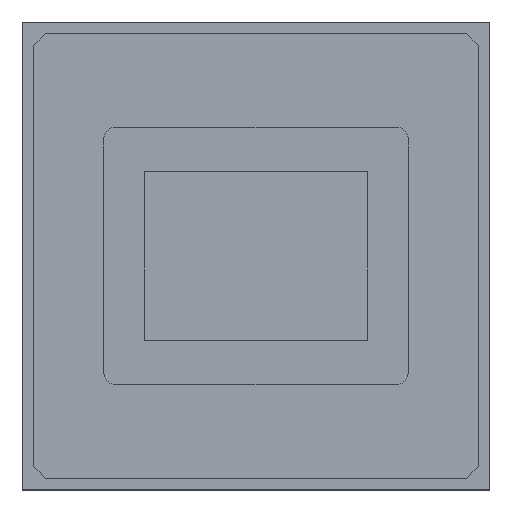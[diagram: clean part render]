
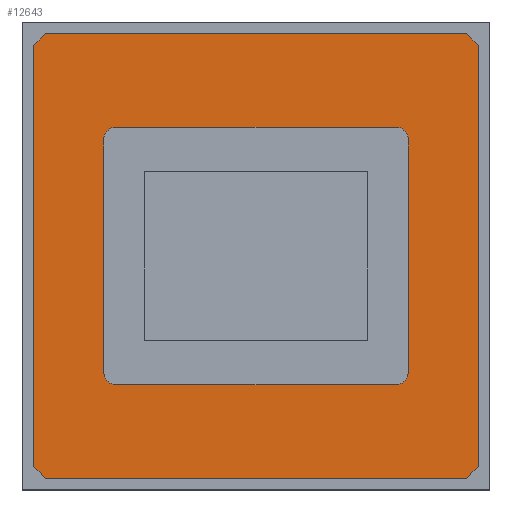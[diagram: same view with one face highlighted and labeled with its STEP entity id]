
A CAD part, top view. The second image highlights one B-rep face of the part: STEP entity #12643.
In plain terms, the highlighted planar face has unit normal (0, 0, 1).
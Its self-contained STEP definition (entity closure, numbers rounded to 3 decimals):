
#12087=CARTESIAN_POINT('',(18.0,19.0,2.7));
#12088=VERTEX_POINT('',#12087);
#12089=CARTESIAN_POINT('',(19.0,18.0,2.7));
#12090=VERTEX_POINT('',#12089);
#12091=CARTESIAN_POINT('',(18.0,19.0,2.7));
#12092=DIRECTION('',(0.707,-0.707,0.0));
#12093=VECTOR('',#12092,1.414);
#12094=LINE('',#12091,#12093);
#12095=EDGE_CURVE('',#12088,#12090,#12094,.T.);
#12136=CARTESIAN_POINT('',(-18.0,19.0,2.7));
#12137=VERTEX_POINT('',#12136);
#12144=CARTESIAN_POINT('',(-18.0,19.0,2.7));
#12145=DIRECTION('',(1.0,0.0,0.0));
#12146=VECTOR('',#12145,36.0);
#12147=LINE('',#12144,#12146);
#12148=EDGE_CURVE('',#12137,#12088,#12147,.T.);
#12214=CARTESIAN_POINT('',(19.0,-18.0,2.7));
#12215=VERTEX_POINT('',#12214);
#12216=CARTESIAN_POINT('',(18.0,-19.0,2.7));
#12217=VERTEX_POINT('',#12216);
#12218=CARTESIAN_POINT('',(19.0,-18.0,2.7));
#12219=DIRECTION('',(-0.707,-0.707,0.0));
#12220=VECTOR('',#12219,1.414);
#12221=LINE('',#12218,#12220);
#12222=EDGE_CURVE('',#12215,#12217,#12221,.T.);
#12246=CARTESIAN_POINT('',(-18.0,-19.,2.7));
#12247=VERTEX_POINT('',#12246);
#12248=CARTESIAN_POINT('',(18.0,-19.0,2.7));
#12249=DIRECTION('',(-1.0,0.0,0.0));
#12250=VECTOR('',#12249,36.0);
#12251=LINE('',#12248,#12250);
#12252=EDGE_CURVE('',#12217,#12247,#12251,.T.);
#12269=CARTESIAN_POINT('',(-19.0,-18.,2.7));
#12270=VERTEX_POINT('',#12269);
#12271=CARTESIAN_POINT('',(-18.,-19.,2.7));
#12272=DIRECTION('',(-0.707,0.707,0.0));
#12273=VECTOR('',#12272,1.414);
#12274=LINE('',#12271,#12273);
#12275=EDGE_CURVE('',#12247,#12270,#12274,.T.);
#12293=CARTESIAN_POINT('',(-19.0,18.,2.7));
#12294=VERTEX_POINT('',#12293);
#12295=CARTESIAN_POINT('',(-19.,18.,2.7));
#12296=DIRECTION('',(0.707,0.707,0.0));
#12297=VECTOR('',#12296,1.414);
#12298=LINE('',#12295,#12297);
#12299=EDGE_CURVE('',#12294,#12137,#12298,.T.);
#12328=CARTESIAN_POINT('',(13.0,10.0,2.7));
#12329=VERTEX_POINT('',#12328);
#12336=CARTESIAN_POINT('',(12.0,11.0,2.7));
#12337=VERTEX_POINT('',#12336);
#12338=CARTESIAN_POINT('',(12.0,10.0,2.7));
#12339=DIRECTION('',(0.0,0.0,1.0));
#12340=DIRECTION('',(0.707,0.707,0.0));
#12341=AXIS2_PLACEMENT_3D('',#12338,#12339,#12340);
#12342=CIRCLE('',#12341,1.0);
#12343=EDGE_CURVE('',#12329,#12337,#12342,.T.);
#12368=CARTESIAN_POINT('',(13.0,-10.0,2.7));
#12369=VERTEX_POINT('',#12368);
#12376=CARTESIAN_POINT('',(13.0,10.0,2.7));
#12377=DIRECTION('',(0.0,-1.0,0.0));
#12378=VECTOR('',#12377,20.0);
#12379=LINE('',#12376,#12378);
#12380=EDGE_CURVE('',#12329,#12369,#12379,.T.);
#12399=CARTESIAN_POINT('',(12.0,-11.0,2.7));
#12400=VERTEX_POINT('',#12399);
#12407=CARTESIAN_POINT('',(12.0,-10.0,2.7));
#12408=DIRECTION('',(0.0,0.0,1.0));
#12409=DIRECTION('',(0.707,-0.707,0.0));
#12410=AXIS2_PLACEMENT_3D('',#12407,#12408,#12409);
#12411=CIRCLE('',#12410,1.0);
#12412=EDGE_CURVE('',#12400,#12369,#12411,.T.);
#12432=CARTESIAN_POINT('',(-12.0,-11.0,2.7));
#12433=VERTEX_POINT('',#12432);
#12440=CARTESIAN_POINT('',(12.0,-11.0,2.7));
#12441=DIRECTION('',(-1.0,0.0,0.0));
#12442=VECTOR('',#12441,24.0);
#12443=LINE('',#12440,#12442);
#12444=EDGE_CURVE('',#12400,#12433,#12443,.T.);
#12463=CARTESIAN_POINT('',(-13.0,-10.0,2.7));
#12464=VERTEX_POINT('',#12463);
#12471=CARTESIAN_POINT('',(-12.0,-10.0,2.7));
#12472=DIRECTION('',(0.0,0.0,1.0));
#12473=DIRECTION('',(-0.707,-0.707,0.0));
#12474=AXIS2_PLACEMENT_3D('',#12471,#12472,#12473);
#12475=CIRCLE('',#12474,1.0);
#12476=EDGE_CURVE('',#12464,#12433,#12475,.T.);
#12496=CARTESIAN_POINT('',(-13.0,10.0,2.7));
#12497=VERTEX_POINT('',#12496);
#12504=CARTESIAN_POINT('',(-13.0,-10.0,2.7));
#12505=DIRECTION('',(0.0,1.0,0.0));
#12506=VECTOR('',#12505,20.0);
#12507=LINE('',#12504,#12506);
#12508=EDGE_CURVE('',#12464,#12497,#12507,.T.);
#12527=CARTESIAN_POINT('',(-12.0,11.0,2.7));
#12528=VERTEX_POINT('',#12527);
#12535=CARTESIAN_POINT('',(-12.0,10.0,2.7));
#12536=DIRECTION('',(0.0,0.0,1.0));
#12537=DIRECTION('',(-0.707,0.707,0.0));
#12538=AXIS2_PLACEMENT_3D('',#12535,#12536,#12537);
#12539=CIRCLE('',#12538,1.0);
#12540=EDGE_CURVE('',#12528,#12497,#12539,.T.);
#12573=CARTESIAN_POINT('',(-12.0,11.0,2.7));
#12574=DIRECTION('',(1.0,0.0,0.0));
#12575=VECTOR('',#12574,24.0);
#12576=LINE('',#12573,#12575);
#12577=EDGE_CURVE('',#12528,#12337,#12576,.T.);
#12590=CARTESIAN_POINT('',(19.0,18.0,2.7));
#12591=DIRECTION('',(0.0,-1.0,0.0));
#12592=VECTOR('',#12591,36.0);
#12593=LINE('',#12590,#12592);
#12594=EDGE_CURVE('',#12090,#12215,#12593,.T.);
#12607=CARTESIAN_POINT('',(-19.0,-18.,2.7));
#12608=DIRECTION('',(0.0,1.0,0.0));
#12609=VECTOR('',#12608,36.0);
#12610=LINE('',#12607,#12609);
#12611=EDGE_CURVE('',#12270,#12294,#12610,.T.);
#12618=CARTESIAN_POINT('',(0.0,0.,2.7));
#12619=DIRECTION('',(0.0,0.0,1.0));
#12620=DIRECTION('',(1.0,0.0,0.0));
#12621=AXIS2_PLACEMENT_3D('',#12618,#12619,#12620);
#12622=PLANE('',#12621);
#12623=ORIENTED_EDGE('',*,*,#12095,.F.);
#12624=ORIENTED_EDGE('',*,*,#12148,.F.);
#12625=ORIENTED_EDGE('',*,*,#12299,.F.);
#12626=ORIENTED_EDGE('',*,*,#12611,.F.);
#12627=ORIENTED_EDGE('',*,*,#12275,.F.);
#12628=ORIENTED_EDGE('',*,*,#12252,.F.);
#12629=ORIENTED_EDGE('',*,*,#12222,.F.);
#12630=ORIENTED_EDGE('',*,*,#12594,.F.);
#12631=EDGE_LOOP('',(#12623,#12624,#12625,#12626,#12627,#12628,#12629,#12630));
#12632=FACE_OUTER_BOUND('',#12631,.T.);
#12633=ORIENTED_EDGE('',*,*,#12380,.T.);
#12634=ORIENTED_EDGE('',*,*,#12412,.F.);
#12635=ORIENTED_EDGE('',*,*,#12444,.T.);
#12636=ORIENTED_EDGE('',*,*,#12476,.F.);
#12637=ORIENTED_EDGE('',*,*,#12508,.T.);
#12638=ORIENTED_EDGE('',*,*,#12540,.F.);
#12639=ORIENTED_EDGE('',*,*,#12577,.T.);
#12640=ORIENTED_EDGE('',*,*,#12343,.F.);
#12641=EDGE_LOOP('',(#12633,#12634,#12635,#12636,#12637,#12638,#12639,#12640));
#12642=FACE_BOUND('',#12641,.T.);
#12643=ADVANCED_FACE('',(#12632,#12642),#12622,.T.);
